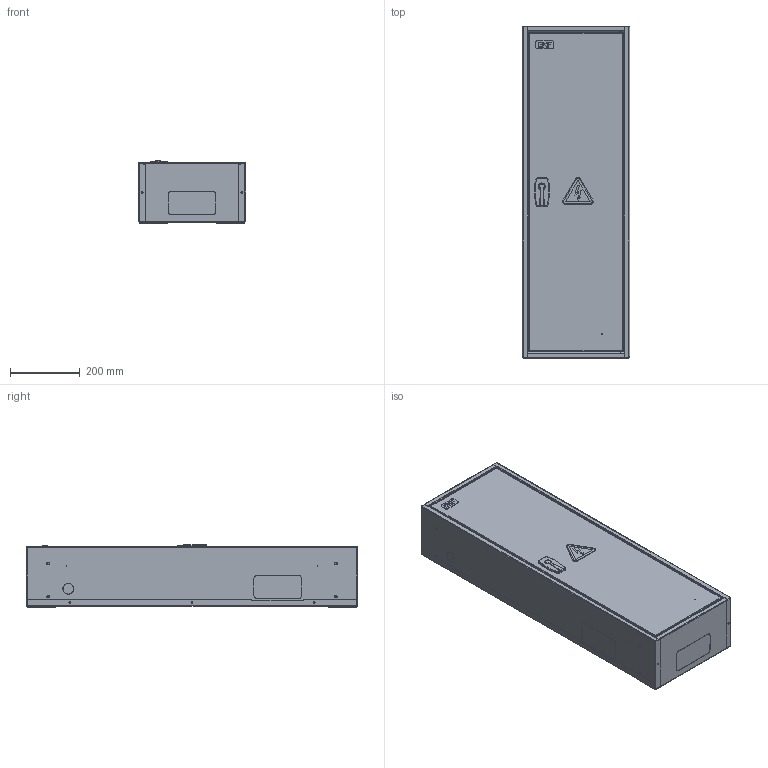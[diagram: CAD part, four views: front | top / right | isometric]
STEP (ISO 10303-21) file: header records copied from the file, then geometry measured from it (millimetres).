
FILE_DESCRIPTION (( 'STEP AP214' ), '1' );
FILE_NAME ('ÐÈÇÓÐ.344247.Ì375 Øêàô ModBox 950x310x170 EKF PROxima (Mod-4-1).STEP', '2019-01-18T12:14:16', ( '' ), ( '' ), 'SwSTEP 2.0', 'SolidWorks 2017', '' );
FILE_SCHEMA (( 'AUTOMOTIVE_DESIGN' ));
Length unit declared in the file: millimetre
Products named in the file (1): ÐÈÇÓÐ.344247.Ì375 Øêàô ModBox 950x310x170 EKF PROxima (Mod-4-1)
Bounding box: 307 x 950 x 179 mm (x, y, z)
Volume: 1882534 mm3; surface area: 3249275.8 mm2
Topology: 28 solids, 28 shells, 1875 faces, 4709 edges, 2905 vertices
Faces by surface type: plane 1108, cylinder 686, cone 40, bspline 26, torus 15
Entity records: 78387 total; most frequent: CARTESIAN_POINT 11186, DIRECTION 9623, ORIENTED_EDGE 9402, EDGE_CURVE 4701, LINE 3263, VECTOR 3263, AXIS2_PLACEMENT_3D 3180, VERTEX_POINT 2905
